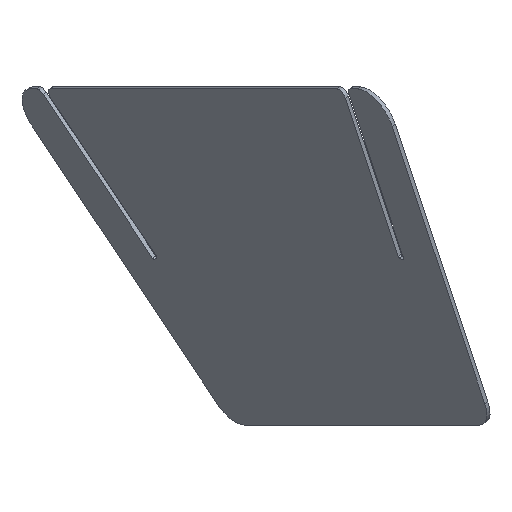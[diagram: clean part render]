
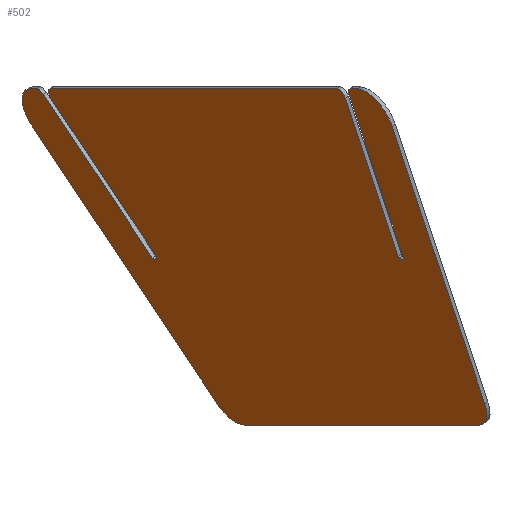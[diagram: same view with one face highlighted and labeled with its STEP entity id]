
A CAD part, front view. The second image highlights one B-rep face of the part: STEP entity #502.
In plain terms, the highlighted planar face has unit normal (-0.75, -0.433, -0.5).
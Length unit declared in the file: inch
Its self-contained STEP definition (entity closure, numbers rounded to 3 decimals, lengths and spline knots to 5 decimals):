
#28=PLANE('',#566);
#54=FACE_OUTER_BOUND('',#80,.T.);
#80=EDGE_LOOP('',(#441,#442,#443,#444,#445,#446,#447,#448,#449,#450,#451,
#452,#453,#454,#455,#456,#457,#458,#459,#460,#461,#462,#463,#464));
#83=LINE('',#729,#131);
#89=LINE('',#744,#137);
#93=LINE('',#756,#141);
#97=LINE('',#774,#145);
#102=LINE('',#786,#150);
#107=LINE('',#801,#155);
#110=LINE('',#812,#158);
#114=LINE('',#824,#162);
#121=LINE('',#844,#169);
#125=LINE('',#854,#173);
#127=LINE('',#860,#175);
#128=LINE('',#862,#176);
#131=VECTOR('',#579,0.3937);
#137=VECTOR('',#593,0.3937);
#141=VECTOR('',#605,0.3937);
#145=VECTOR('',#623,0.3937);
#150=VECTOR('',#636,0.3937);
#155=VECTOR('',#649,0.3937);
#158=VECTOR('',#660,0.3937);
#162=VECTOR('',#672,0.3937);
#169=VECTOR('',#693,0.3937);
#173=VECTOR('',#703,0.3937);
#175=VECTOR('',#711,0.3937);
#176=VECTOR('',#714,0.3937);
#178=CIRCLE('',#519,0.0625);
#180=CIRCLE('',#523,0.0625);
#181=CIRCLE('',#526,0.25);
#183=CIRCLE('',#530,0.25);
#185=CIRCLE('',#533,1.);
#187=CIRCLE('',#537,1.);
#190=CIRCLE('',#542,0.0625);
#192=CIRCLE('',#546,0.0625);
#193=CIRCLE('',#549,0.25);
#198=CIRCLE('',#557,0.25);
#199=CIRCLE('',#560,1.);
#200=CIRCLE('',#563,1.);
#203=VERTEX_POINT('',#722);
#204=VERTEX_POINT('',#724);
#205=VERTEX_POINT('',#728);
#209=VERTEX_POINT('',#737);
#210=VERTEX_POINT('',#739);
#211=VERTEX_POINT('',#746);
#212=VERTEX_POINT('',#747);
#215=VERTEX_POINT('',#758);
#217=VERTEX_POINT('',#764);
#218=VERTEX_POINT('',#765);
#221=VERTEX_POINT('',#773);
#223=VERTEX_POINT('',#779);
#227=VERTEX_POINT('',#791);
#228=VERTEX_POINT('',#793);
#230=VERTEX_POINT('',#799);
#233=VERTEX_POINT('',#806);
#234=VERTEX_POINT('',#808);
#235=VERTEX_POINT('',#815);
#236=VERTEX_POINT('',#816);
#244=VERTEX_POINT('',#840);
#245=VERTEX_POINT('',#846);
#246=VERTEX_POINT('',#847);
#247=VERTEX_POINT('',#852);
#248=VERTEX_POINT('',#856);
#251=EDGE_CURVE('',#204,#203,#178,.T.);
#253=EDGE_CURVE('',#204,#205,#83,.T.);
#258=EDGE_CURVE('',#210,#209,#180,.T.);
#261=EDGE_CURVE('',#210,#203,#89,.T.);
#262=EDGE_CURVE('',#211,#212,#181,.T.);
#267=EDGE_CURVE('',#211,#209,#93,.T.);
#268=EDGE_CURVE('',#215,#205,#183,.T.);
#271=EDGE_CURVE('',#217,#218,#185,.T.);
#275=EDGE_CURVE('',#217,#221,#97,.T.);
#278=EDGE_CURVE('',#223,#221,#187,.T.);
#282=EDGE_CURVE('',#223,#212,#102,.T.);
#285=EDGE_CURVE('',#227,#228,#190,.T.);
#289=EDGE_CURVE('',#227,#230,#107,.T.);
#292=EDGE_CURVE('',#233,#234,#192,.T.);
#294=EDGE_CURVE('',#233,#228,#110,.T.);
#296=EDGE_CURVE('',#235,#236,#193,.T.);
#300=EDGE_CURVE('',#235,#234,#114,.T.);
#309=EDGE_CURVE('',#244,#230,#198,.T.);
#311=EDGE_CURVE('',#244,#215,#121,.T.);
#312=EDGE_CURVE('',#245,#246,#199,.T.);
#316=EDGE_CURVE('',#245,#247,#125,.T.);
#317=EDGE_CURVE('',#248,#247,#200,.T.);
#319=EDGE_CURVE('',#248,#236,#127,.T.);
#320=EDGE_CURVE('',#246,#218,#128,.T.);
#441=ORIENTED_EDGE('',*,*,#296,.F.);
#442=ORIENTED_EDGE('',*,*,#300,.T.);
#443=ORIENTED_EDGE('',*,*,#292,.F.);
#444=ORIENTED_EDGE('',*,*,#294,.T.);
#445=ORIENTED_EDGE('',*,*,#285,.F.);
#446=ORIENTED_EDGE('',*,*,#289,.T.);
#447=ORIENTED_EDGE('',*,*,#309,.F.);
#448=ORIENTED_EDGE('',*,*,#311,.T.);
#449=ORIENTED_EDGE('',*,*,#268,.T.);
#450=ORIENTED_EDGE('',*,*,#253,.F.);
#451=ORIENTED_EDGE('',*,*,#251,.T.);
#452=ORIENTED_EDGE('',*,*,#261,.F.);
#453=ORIENTED_EDGE('',*,*,#258,.T.);
#454=ORIENTED_EDGE('',*,*,#267,.F.);
#455=ORIENTED_EDGE('',*,*,#262,.T.);
#456=ORIENTED_EDGE('',*,*,#282,.F.);
#457=ORIENTED_EDGE('',*,*,#278,.T.);
#458=ORIENTED_EDGE('',*,*,#275,.F.);
#459=ORIENTED_EDGE('',*,*,#271,.T.);
#460=ORIENTED_EDGE('',*,*,#320,.F.);
#461=ORIENTED_EDGE('',*,*,#312,.F.);
#462=ORIENTED_EDGE('',*,*,#316,.T.);
#463=ORIENTED_EDGE('',*,*,#317,.F.);
#464=ORIENTED_EDGE('',*,*,#319,.T.);
#502=ADVANCED_FACE('',(#54),#28,.T.);
#519=AXIS2_PLACEMENT_3D('',#725,#574,#575);
#523=AXIS2_PLACEMENT_3D('',#740,#587,#588);
#526=AXIS2_PLACEMENT_3D('',#748,#596,#597);
#530=AXIS2_PLACEMENT_3D('',#759,#608,#609);
#533=AXIS2_PLACEMENT_3D('',#766,#615,#616);
#537=AXIS2_PLACEMENT_3D('',#780,#628,#629);
#542=AXIS2_PLACEMENT_3D('',#794,#642,#643);
#546=AXIS2_PLACEMENT_3D('',#809,#655,#656);
#549=AXIS2_PLACEMENT_3D('',#817,#664,#665);
#557=AXIS2_PLACEMENT_3D('',#841,#688,#689);
#560=AXIS2_PLACEMENT_3D('',#848,#696,#697);
#563=AXIS2_PLACEMENT_3D('',#857,#706,#707);
#566=AXIS2_PLACEMENT_3D('',#863,#715,#716);
#574=DIRECTION('center_axis',(0.75,0.433,0.5));
#575=DIRECTION('ref_axis',(0.647,-0.637,-0.419));
#579=DIRECTION('',(-0.555,0.,0.832));
#587=DIRECTION('center_axis',(0.75,0.433,0.5));
#588=DIRECTION('ref_axis',(0.137,0.637,-0.758));
#593=DIRECTION('',(0.36,-0.901,0.24));
#596=DIRECTION('center_axis',(-0.75,-0.433,-0.5));
#597=DIRECTION('ref_axis',(-0.045,-0.72,0.692));
#605=DIRECTION('',(0.555,0.,-0.832));
#608=DIRECTION('center_axis',(-0.75,-0.433,-0.5));
#609=DIRECTION('ref_axis',(-0.66,0.542,0.521));
#615=DIRECTION('center_axis',(-0.75,-0.433,-0.5));
#616=DIRECTION('ref_axis',(0.045,0.72,-0.692));
#623=DIRECTION('',(-0.555,0.,0.832));
#628=DIRECTION('center_axis',(-0.75,-0.433,-0.5));
#629=DIRECTION('ref_axis',(-0.66,0.542,0.521));
#636=DIRECTION('',(0.5,-0.866,0.));
#642=DIRECTION('center_axis',(-0.75,-0.433,-0.5));
#643=DIRECTION('ref_axis',(-0.228,0.879,-0.419));
#649=DIRECTION('',(-0.277,-0.48,0.832));
#655=DIRECTION('center_axis',(-0.75,-0.433,-0.5));
#656=DIRECTION('ref_axis',(0.621,-0.2,-0.758));
#660=DIRECTION('',(-0.6,0.763,0.24));
#664=DIRECTION('center_axis',(0.75,0.433,0.5));
#665=DIRECTION('ref_axis',(-0.647,0.321,0.692));
#672=DIRECTION('',(0.277,0.48,-0.832));
#688=DIRECTION('center_axis',(0.75,0.433,0.5));
#689=DIRECTION('ref_axis',(0.139,-0.842,0.521));
#693=DIRECTION('',(-0.5,0.866,0.));
#696=DIRECTION('center_axis',(0.75,0.433,0.5));
#697=DIRECTION('ref_axis',(0.647,-0.321,-0.692));
#703=DIRECTION('',(-0.277,-0.48,0.832));
#706=DIRECTION('center_axis',(0.75,0.433,0.5));
#707=DIRECTION('ref_axis',(0.139,-0.842,0.521));
#711=DIRECTION('',(-0.5,0.866,0.));
#714=DIRECTION('',(-0.5,0.866,0.));
#715=DIRECTION('center_axis',(-0.75,-0.433,-0.5));
#716=DIRECTION('ref_axis',(-0.555,0.,0.832));
#722=CARTESIAN_POINT('',(-14.65073,-0.09748,-5.06449));
#724=CARTESIAN_POINT('',(-14.66288,-0.15382,-4.99747));
#725=CARTESIAN_POINT('Origin',(-14.68539,-0.09748,-5.01248));
#728=CARTESIAN_POINT('',(-17.78932,-0.15382,-0.3078));
#729=CARTESIAN_POINT('',(-17.97369,-0.15382,-0.03125));
#737=CARTESIAN_POINT('',(-14.76421,0.09969,-5.06503));
#739=CARTESIAN_POINT('',(-14.70702,0.04336,-5.10202));
#740=CARTESIAN_POINT('Origin',(-14.74169,0.04336,-5.05002));
#744=CARTESIAN_POINT('',(-14.72954,0.09969,-5.11703));
#746=CARTESIAN_POINT('',(-18.01575,0.09969,-0.18771));
#747=CARTESIAN_POINT('',(-18.21408,0.26254,-0.03125));
#748=CARTESIAN_POINT('Origin',(-18.10583,0.32504,-0.24776));
#756=CARTESIAN_POINT('',(-14.72954,0.09969,-5.11703));
#758=CARTESIAN_POINT('',(-17.8075,-0.44167,-0.03125));
#759=CARTESIAN_POINT('Origin',(-17.69925,-0.37917,-0.24776));
#764=CARTESIAN_POINT('',(-12.83826,1.77571,-9.40542));
#765=CARTESIAN_POINT('',(-12.04496,1.12432,-10.03125));
#766=CARTESIAN_POINT('Origin',(-12.47798,0.87432,-9.16522));
#773=CARTESIAN_POINT('',(-18.35023,1.77571,-1.13747));
#774=CARTESIAN_POINT('',(-19.08771,1.77571,-0.03125));
#779=CARTESIAN_POINT('',(-18.42295,0.62432,-0.03125));
#780=CARTESIAN_POINT('Origin',(-17.98994,0.87432,-0.89728));
#786=CARTESIAN_POINT('',(-13.54688,-7.82129,-0.03125));
#791=CARTESIAN_POINT('',(-7.46465,-12.62151,-4.99747));
#793=CARTESIAN_POINT('',(-7.40979,-12.63916,-5.06449));
#794=CARTESIAN_POINT('Origin',(-7.42712,-12.66918,-5.01248));
#799=CARTESIAN_POINT('',(-9.02787,-15.32909,-0.3078));
#801=CARTESIAN_POINT('',(-9.12006,-15.48876,-0.03125));
#806=CARTESIAN_POINT('',(-7.31596,-12.75833,-5.10202));
#808=CARTESIAN_POINT('',(-7.29577,-12.83603,-5.06503));
#809=CARTESIAN_POINT('Origin',(-7.3333,-12.78836,-5.05002));
#812=CARTESIAN_POINT('',(-7.27843,-12.806,-5.11703));
#815=CARTESIAN_POINT('',(-8.92154,-15.65195,-0.18771));
#816=CARTESIAN_POINT('',(-8.87967,-15.90513,-0.03125));
#817=CARTESIAN_POINT('Origin',(-8.77142,-15.84263,-0.24776));
#824=CARTESIAN_POINT('',(-7.27843,-12.806,-5.11703));
#840=CARTESIAN_POINT('',(-9.28625,-15.20092,-0.03125));
#841=CARTESIAN_POINT('Origin',(-9.17799,-15.13842,-0.24776));
#844=CARTESIAN_POINT('',(-13.54688,-7.82129,-0.03125));
#846=CARTESIAN_POINT('',(-4.88132,-12.00612,-9.40542));
#847=CARTESIAN_POINT('',(-5.04879,-10.99341,-10.03125));
#848=CARTESIAN_POINT('Origin',(-5.4818,-11.24341,-9.16522));
#852=CARTESIAN_POINT('',(-7.6373,-16.77962,-1.13747));
#854=CARTESIAN_POINT('',(-8.00604,-17.4183,-0.03125));
#856=CARTESIAN_POINT('',(-8.6708,-16.26691,-0.03125));
#857=CARTESIAN_POINT('Origin',(-8.23778,-16.01691,-0.89728));
#860=CARTESIAN_POINT('',(-13.54688,-7.82129,-0.03125));
#862=CARTESIAN_POINT('',(-8.54687,-4.93454,-10.03125));
#863=CARTESIAN_POINT('Origin',(-8.27646,-11.17642,-5.03125));
